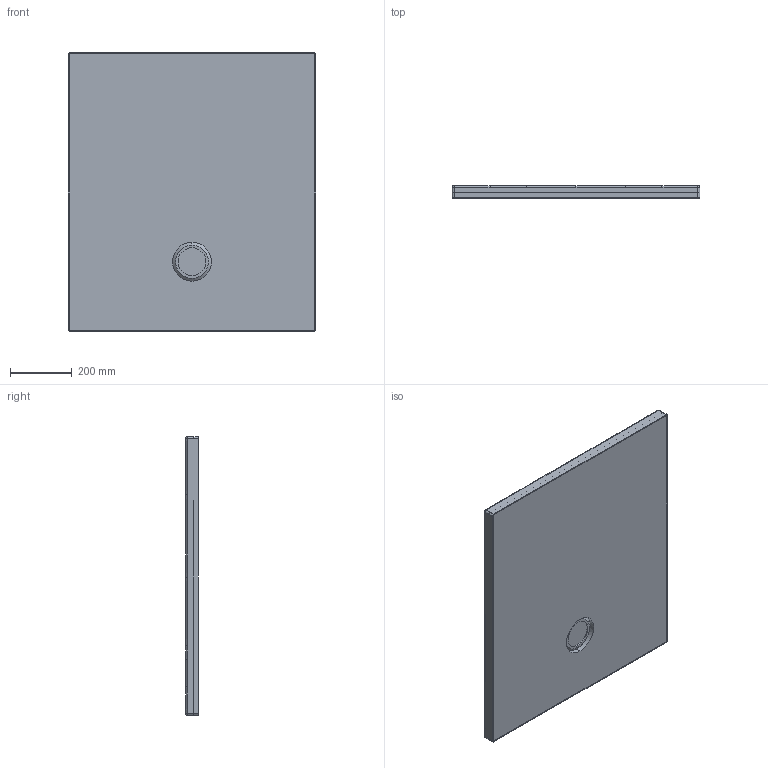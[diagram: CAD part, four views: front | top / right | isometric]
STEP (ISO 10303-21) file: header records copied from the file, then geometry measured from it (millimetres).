
FILE_DESCRIPTION((''),'2;1');
FILE_NAME('PLANEO90X80_22042019_ASM','2019-04-23T15:40:34',('grootj'),('Villeroy & Boch Wellness bv'),'CREO PARAMETRIC BY PTC INC, 2018020','CREO PARAMETRIC BY PTC INC, 2018020','');
FILE_SCHEMA(('CONFIG_CONTROL_DESIGN'));
Length unit declared in the file: millimetre
Products named in the file (4): COLMAR90X80_1-3DEGREE25072018; COVER-CLOSED07102016; PUR_PLANEO90X80_23042019; PLANEO90X80_22042019_ASM
Assembly tree (3 placements, depth 2):
  PLANEO90X80_22042019_ASM
    COLMAR90X80_1-3DEGREE25072018
    COVER-CLOSED07102016
    PUR_PLANEO90X80_23042019
Bounding box: 800 x 39.99 x 900 mm (x, y, z)
Volume: 14334608.1 mm3; surface area: 3170044.8 mm2
Topology: 3 solids, 3 shells, 306 faces, 696 edges, 400 vertices
Faces by surface type: bspline 216, cylinder 40, plane 30, sphere 8, torus 8, cone 4
Entity records: 19730 total; most frequent: CARTESIAN_POINT 14196, ORIENTED_EDGE 1392, DIRECTION 704, EDGE_CURVE 696, VERTEX_POINT 400, B_SPLINE_CURVE_WITH_KNOTS 371, EDGE_LOOP 314, FACE_OUTER_BOUND 306
